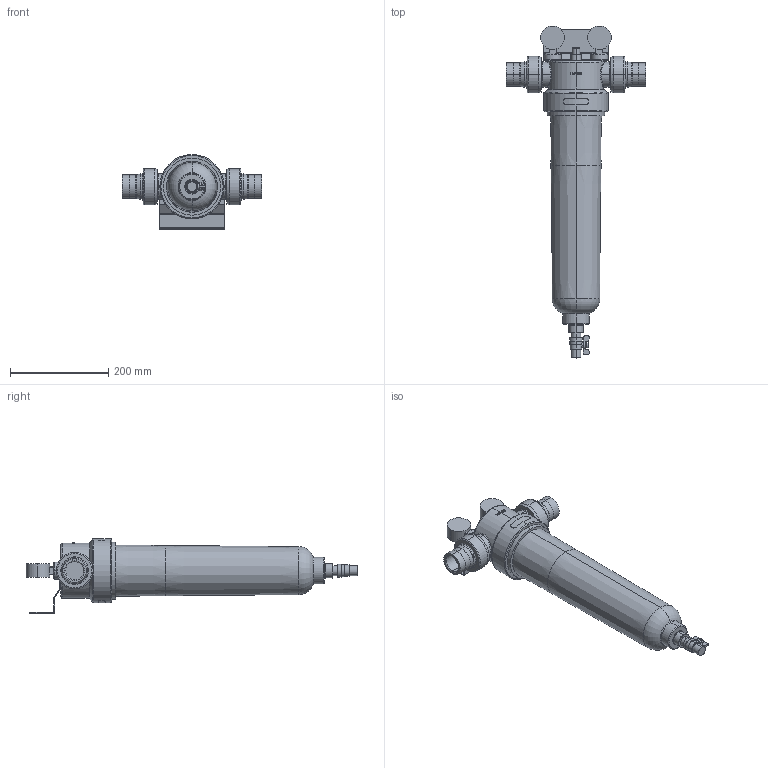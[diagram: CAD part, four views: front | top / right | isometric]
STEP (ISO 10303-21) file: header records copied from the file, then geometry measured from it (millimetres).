
FILE_DESCRIPTION (( 'STEP AP214' ), '1' );
FILE_NAME ('NW 400 Web Light.STEP', '2018-06-19T08:28:20', ( '' ), ( '' ), 'SwSTEP 2.0', 'SolidWorks 2018', '' );
FILE_SCHEMA (( 'AUTOMOTIVE_DESIGN' ));
Length unit declared in the file: millimetre
Products named in the file (2): NW 400 Web Light
Bounding box: 284 x 674.5 x 152.25 mm (x, y, z)
Volume: 5060579.7 mm3; surface area: 293522.2 mm2
Topology: 1 solids, 1 shells, 294 faces, 714 edges, 458 vertices
Faces by surface type: plane 110, cylinder 101, torus 43, bspline 22, cone 18
Entity records: 13147 total; most frequent: CARTESIAN_POINT 4512, DIRECTION 1486, ORIENTED_EDGE 1428, EDGE_CURVE 714, AXIS2_PLACEMENT_3D 588, VERTEX_POINT 458, EDGE_LOOP 334, CIRCLE 314
